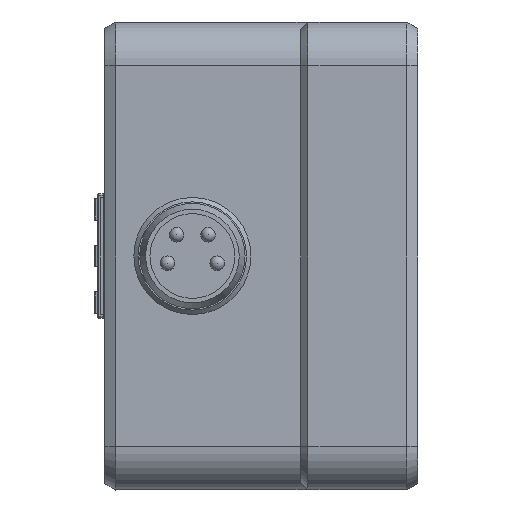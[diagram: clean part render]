
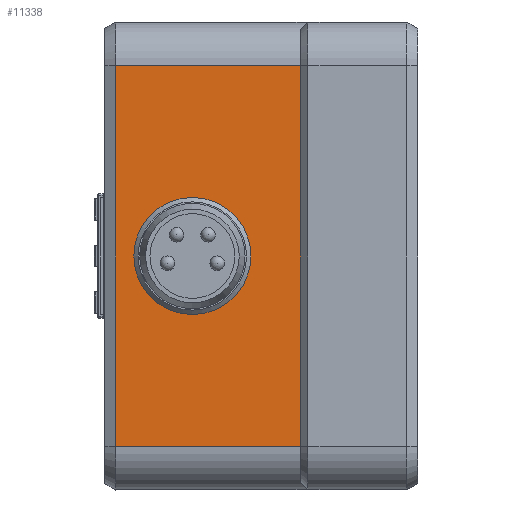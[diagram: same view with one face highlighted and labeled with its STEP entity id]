
A CAD part, left-side view. The second image highlights one B-rep face of the part: STEP entity #11338.
In plain terms, the highlighted planar face has unit normal (-1, 0, 0).
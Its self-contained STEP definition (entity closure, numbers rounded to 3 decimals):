
#168=FACE_BOUND('',#2173,.T.);
#268=CIRCLE('',#11582,3.35);
#870=PLANE('',#12409);
#1484=FACE_OUTER_BOUND('',#2172,.T.);
#2172=EDGE_LOOP('',(#9394,#9395,#9396,#9397));
#2173=EDGE_LOOP('',(#9398));
#3055=LINE('',#18617,#4067);
#3112=LINE('',#18795,#4124);
#3137=LINE('',#18871,#4149);
#3138=LINE('',#18872,#4150);
#4067=VECTOR('',#14871,10.);
#4124=VECTOR('',#15054,10.);
#4149=VECTOR('',#15129,10.);
#4150=VECTOR('',#15130,10.);
#4490=VERTEX_POINT('',#16118);
#5131=VERTEX_POINT('',#18614);
#5132=VERTEX_POINT('',#18616);
#5183=VERTEX_POINT('',#18792);
#5184=VERTEX_POINT('',#18794);
#5488=EDGE_CURVE('',#4490,#4490,#268,.T.);
#6521=EDGE_CURVE('',#5132,#5131,#3055,.T.);
#6604=EDGE_CURVE('',#5183,#5184,#3112,.T.);
#6643=EDGE_CURVE('',#5184,#5131,#3137,.T.);
#6644=EDGE_CURVE('',#5132,#5183,#3138,.T.);
#9394=ORIENTED_EDGE('',*,*,#6521,.T.);
#9395=ORIENTED_EDGE('',*,*,#6643,.F.);
#9396=ORIENTED_EDGE('',*,*,#6604,.F.);
#9397=ORIENTED_EDGE('',*,*,#6644,.F.);
#9398=ORIENTED_EDGE('',*,*,#5488,.T.);
#11338=ADVANCED_FACE('',(#1484,#168),#870,.F.);
#11582=AXIS2_PLACEMENT_3D('',#16119,#12756,#12757);
#12409=AXIS2_PLACEMENT_3D('',#18870,#15127,#15128);
#12756=DIRECTION('center_axis',(1.,0.,0.));
#12757=DIRECTION('ref_axis',(0.,0.,
-1.));
#14871=DIRECTION('',(0.,0.,1.));
#15054=DIRECTION('',(0.,0.,1.));
#15127=DIRECTION('center_axis',(1.,0.,0.));
#15128=DIRECTION('ref_axis',(0.,0.,-1.));
#15129=DIRECTION('',(0.,-1.,0.));
#15130=DIRECTION('',(0.,1.,0.));
#16118=CARTESIAN_POINT('',(-46.,1.5,-12.65));
#16119=CARTESIAN_POINT('Origin',(-46.,1.5,-16.));
#18614=CARTESIAN_POINT('',(-46.,-5.9,-3.));
#18616=CARTESIAN_POINT('',(-46.,-5.9,-29.));
#18617=CARTESIAN_POINT('',(-46.,-5.9,-15.892));
#18792=CARTESIAN_POINT('',(-46.,6.75,-29.));
#18794=CARTESIAN_POINT('',(-46.,6.75,-3.));
#18795=CARTESIAN_POINT('',(-46.,6.75,-15.892));
#18870=CARTESIAN_POINT('Origin',(-46.,7.125,-31.783));
#18871=CARTESIAN_POINT('',(-46.,-3.75,-3.));
#18872=CARTESIAN_POINT('',(-46.,-3.75,-29.));
